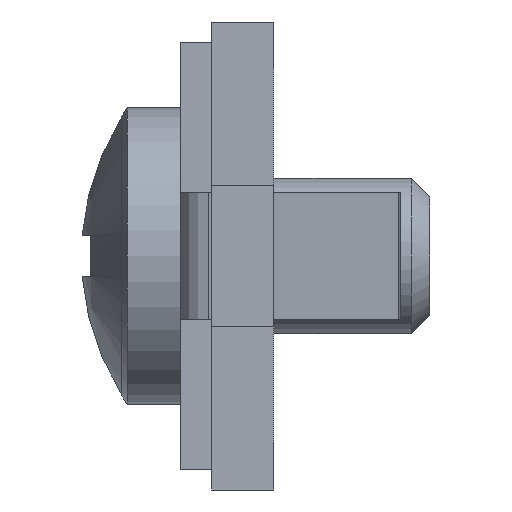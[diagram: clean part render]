
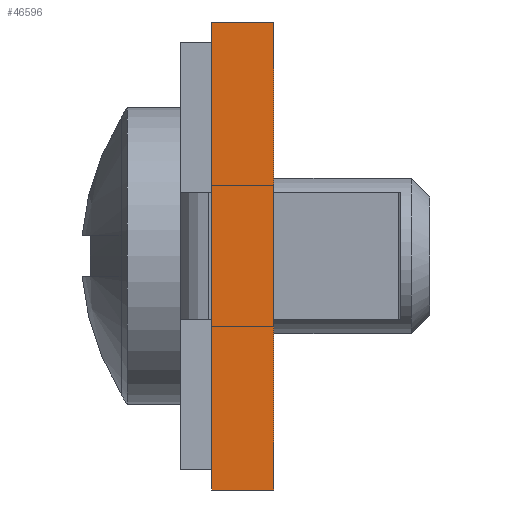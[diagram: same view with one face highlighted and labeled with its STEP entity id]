
A CAD part, left-side view. The second image highlights one B-rep face of the part: STEP entity #46596.
In plain terms, the highlighted planar face has unit normal (-1, 0, 0).
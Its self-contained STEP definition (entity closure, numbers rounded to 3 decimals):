
#2991 = VERTEX_POINT ( 'NONE', #34006 ) ;
#2995 = VERTEX_POINT ( 'NONE', #33989 ) ;
#3219 = VERTEX_POINT ( 'NONE', #90766 ) ;
#3249 = VERTEX_POINT ( 'NONE', #90779 ) ;
#11439 = ORIENTED_EDGE ( 'NONE', *, *, #85230, .T. ) ;
#11502 = ORIENTED_EDGE ( 'NONE', *, *, #85178, .T. ) ;
#11507 = ORIENTED_EDGE ( 'NONE', *, *, #72534, .F. ) ;
#11532 = ORIENTED_EDGE ( 'NONE', *, *, #85156, .F. ) ;
#29049 = VECTOR ( 'NONE', #30302, 1000. ) ;
#30285 = LINE ( 'NONE', #30294, #29049 ) ;
#30294 = CARTESIAN_POINT ( 'NONE',  ( 0., -0.5, 0. ) ) ;
#30302 = DIRECTION ( 'NONE',  ( 0., 0., -1. ) ) ;
#33989 = CARTESIAN_POINT ( 'NONE',  ( 0., -0.5, -15. ) ) ;
#34006 = CARTESIAN_POINT ( 'NONE',  ( 0., -0.5, 0. ) ) ;
#37903 = VECTOR ( 'NONE', #44216, 1000. ) ;
#37999 = VECTOR ( 'NONE', #44297, 1000. ) ;
#38109 = VECTOR ( 'NONE', #44750, 1000. ) ;
#44090 = LINE ( 'NONE', #44191, #37903 ) ;
#44191 = CARTESIAN_POINT ( 'NONE',  ( 0., 1.5, -15. ) ) ;
#44216 = DIRECTION ( 'NONE',  ( 0., 0., 1. ) ) ;
#44297 = DIRECTION ( 'NONE',  ( 0., -1., 0. ) ) ;
#44309 = CARTESIAN_POINT ( 'NONE',  ( 0., 1.5, -15. ) ) ;
#44352 = LINE ( 'NONE', #44309, #37999 ) ;
#44716 = LINE ( 'NONE', #44719, #38109 ) ;
#44719 = CARTESIAN_POINT ( 'NONE',  ( 0., 1.5, 0. ) ) ;
#44750 = DIRECTION ( 'NONE',  ( 0., 1., 0. ) ) ;
#46596 = ADVANCED_FACE ( 'NONE', ( #60195 ), #60193, .F. ) ;
#60193 = PLANE ( 'NONE',  #77627 ) ;
#60195 = FACE_OUTER_BOUND ( 'NONE', #83823, .T. ) ;
#60231 = DIRECTION ( 'NONE',  ( 0., 0., -1. ) ) ;
#60237 = CARTESIAN_POINT ( 'NONE',  ( 0., 1.5, 0. ) ) ;
#60239 = DIRECTION ( 'NONE',  ( 1., 0., 0. ) ) ;
#72534 = EDGE_CURVE ( 'NONE', #2991, #2995, #30285, .T. ) ;
#77627 = AXIS2_PLACEMENT_3D ( 'NONE', #60237, #60239, #60231 ) ;
#83823 = EDGE_LOOP ( 'NONE', ( #11439, #11532, #11502, #11507 ) ) ;
#85156 = EDGE_CURVE ( 'NONE', #3219, #3249, #44090, .T. ) ;
#85178 = EDGE_CURVE ( 'NONE', #3219, #2995, #44352, .T. ) ;
#85230 = EDGE_CURVE ( 'NONE', #2991, #3249, #44716, .T. ) ;
#90766 = CARTESIAN_POINT ( 'NONE',  ( 0., 1.5, -15. ) ) ;
#90779 = CARTESIAN_POINT ( 'NONE',  ( 0., 1.5, 0. ) ) ;
